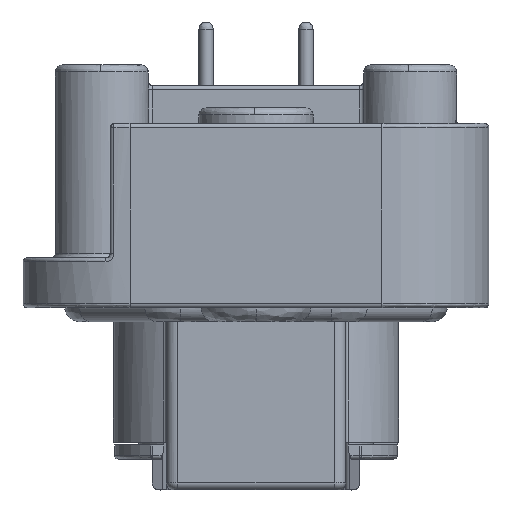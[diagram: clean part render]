
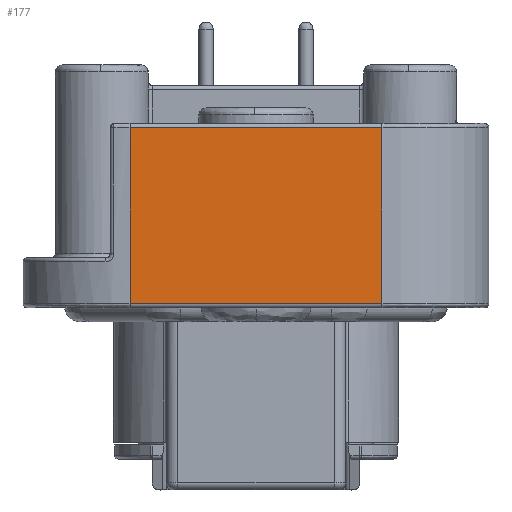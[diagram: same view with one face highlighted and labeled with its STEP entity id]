
A CAD part, front view. The second image highlights one B-rep face of the part: STEP entity #177.
In plain terms, the highlighted planar face has unit normal (0, -1, 0).
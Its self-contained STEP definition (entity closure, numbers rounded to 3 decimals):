
#177 = ADVANCED_FACE ( 'NONE', ( #19573 ), #26294, .T. ) ;
#1033 = DIRECTION ( 'NONE',  ( 0., 0., 1. ) ) ;
#1426 = ORIENTED_EDGE ( 'NONE', *, *, #37166, .F. ) ;
#1766 = LINE ( 'NONE', #32891, #19325 ) ;
#4778 = CARTESIAN_POINT ( 'NONE',  ( 8.95, -26.28, 22.35 ) ) ;
#4907 = VERTEX_POINT ( 'NONE', #20932 ) ;
#6644 = EDGE_CURVE ( 'NONE', #24680, #34528, #1766, .T. ) ;
#6860 = ORIENTED_EDGE ( 'NONE', *, *, #36070, .F. ) ;
#7715 = DIRECTION ( 'NONE',  ( 0., 0., 1. ) ) ;
#8163 = CARTESIAN_POINT ( 'NONE',  ( -16.55, -26.28, 22.65 ) ) ;
#11035 = VERTEX_POINT ( 'NONE', #14966 ) ;
#11201 = DIRECTION ( 'NONE',  ( 0., 0., -1. ) ) ;
#14966 = CARTESIAN_POINT ( 'NONE',  ( -8.95, -26.28, 9.85 ) ) ;
#16635 = AXIS2_PLACEMENT_3D ( 'NONE', #8163, #34891, #11201 ) ;
#16874 = ORIENTED_EDGE ( 'NONE', *, *, #22270, .T. ) ;
#17716 = CARTESIAN_POINT ( 'NONE',  ( -8.95, -26.28, 22.35 ) ) ;
#19200 = CARTESIAN_POINT ( 'NONE',  ( -8.95, -26.28, -37.589 ) ) ;
#19325 = VECTOR ( 'NONE', #29708, 1000. ) ;
#19573 = FACE_OUTER_BOUND ( 'NONE', #32863, .T. ) ;
#20526 = VECTOR ( 'NONE', #29654, 1000. ) ;
#20932 = CARTESIAN_POINT ( 'NONE',  ( 8.95, -26.28, 9.85 ) ) ;
#21846 = VECTOR ( 'NONE', #1033, 1000. ) ;
#22270 = EDGE_CURVE ( 'NONE', #4907, #24680, #30291, .T. ) ;
#22807 = LINE ( 'NONE', #19200, #21846 ) ;
#24680 = VERTEX_POINT ( 'NONE', #4778 ) ;
#26294 = PLANE ( 'NONE',  #16635 ) ;
#26653 = LINE ( 'NONE', #27142, #20526 ) ;
#27142 = CARTESIAN_POINT ( 'NONE',  ( 9.125, -26.28, 9.85 ) ) ;
#29654 = DIRECTION ( 'NONE',  ( -1., 0., 0. ) ) ;
#29708 = DIRECTION ( 'NONE',  ( -1., 0., 0. ) ) ;
#30291 = LINE ( 'NONE', #35092, #39354 ) ;
#32863 = EDGE_LOOP ( 'NONE', ( #16874, #39344, #1426, #6860 ) ) ;
#32891 = CARTESIAN_POINT ( 'NONE',  ( -16.55, -26.28, 22.35 ) ) ;
#34528 = VERTEX_POINT ( 'NONE', #17716 ) ;
#34891 = DIRECTION ( 'NONE',  ( 0., -1., 0. ) ) ;
#35092 = CARTESIAN_POINT ( 'NONE',  ( 8.95, -26.28, 22.65 ) ) ;
#36070 = EDGE_CURVE ( 'NONE', #4907, #11035, #26653, .T. ) ;
#37166 = EDGE_CURVE ( 'NONE', #11035, #34528, #22807, .T. ) ;
#39344 = ORIENTED_EDGE ( 'NONE', *, *, #6644, .T. ) ;
#39354 = VECTOR ( 'NONE', #7715, 1000. ) ;
